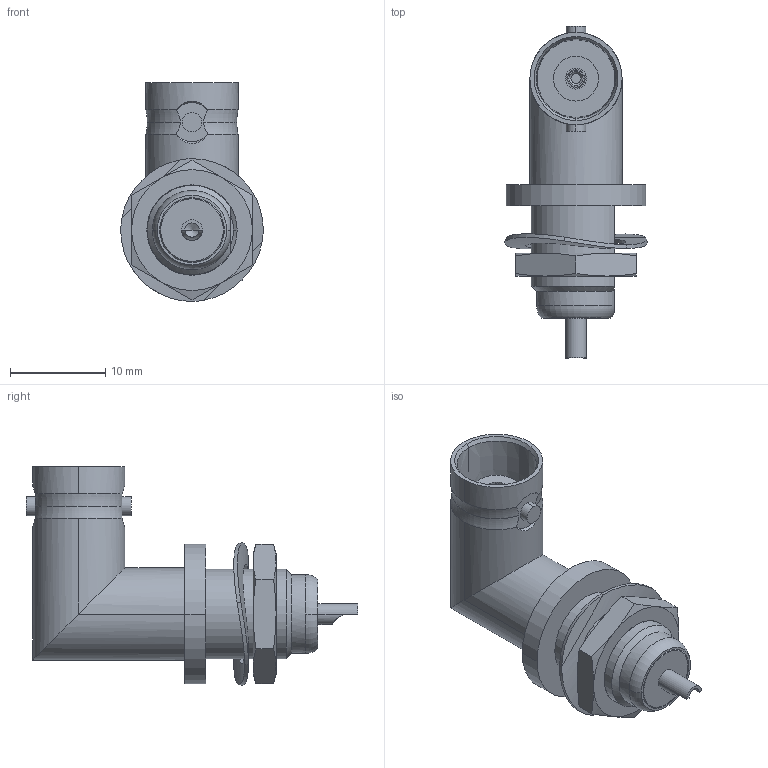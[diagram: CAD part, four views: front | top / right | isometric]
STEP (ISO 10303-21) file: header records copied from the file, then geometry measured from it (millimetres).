
FILE_DESCRIPTION (( 'STEP AP214' ), '1' );
FILE_NAME ('J01001A1235.STEP', '2018-04-10T11:32:18', ( '' ), ( '' ), 'SwSTEP 2.0', 'SolidWorks 2017', '' );
FILE_SCHEMA (( 'AUTOMOTIVE_DESIGN' ));
Length unit declared in the file: millimetre
Products named in the file (1): J01001A1235
Bounding box: 14.99 x 34.88 x 23 mm (x, y, z)
Volume: 3013.1 mm3; surface area: 2292.9 mm2
Topology: 2 solids, 4 shells, 144 faces, 338 edges, 212 vertices
Faces by surface type: plane 46, cylinder 45, cone 39, torus 8, bspline 6
Entity records: 6488 total; most frequent: CARTESIAN_POINT 1720, ORIENTED_EDGE 672, DIRECTION 649, EDGE_CURVE 336, AXIS2_PLACEMENT_3D 266, VERTEX_POINT 212, EDGE_LOOP 162, ADVANCED_FACE 144
